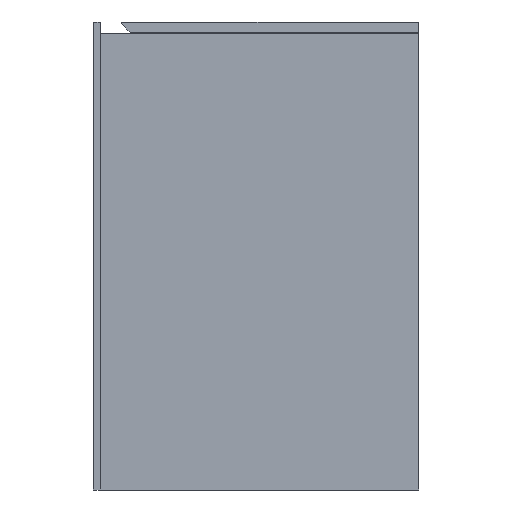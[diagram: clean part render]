
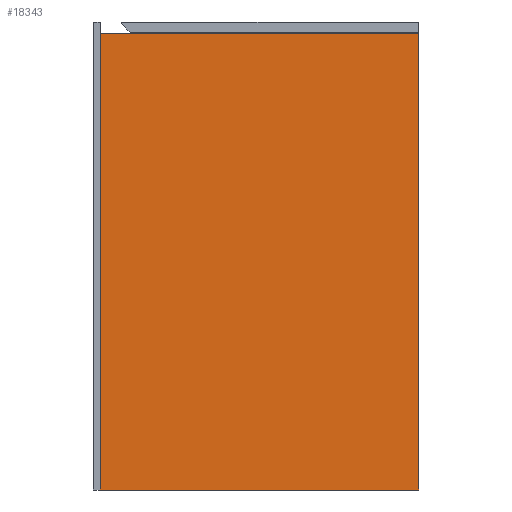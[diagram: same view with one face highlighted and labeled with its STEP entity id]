
A CAD part, left-side view. The second image highlights one B-rep face of the part: STEP entity #18343.
In plain terms, the highlighted planar face has unit normal (-1, 0, 0).
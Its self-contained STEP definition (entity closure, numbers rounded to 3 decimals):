
#984 = CARTESIAN_POINT ( 'NONE',  ( 2., 910.337, -550. ) ) ;
#1757 = VECTOR ( 'NONE', #8055, 1000. ) ;
#3782 = EDGE_CURVE ( 'NONE', #54212, #37243, #28388, .T. ) ;
#5826 = DIRECTION ( 'NONE',  ( 0., 0., 1. ) ) ;
#8055 = DIRECTION ( 'NONE',  ( 0., -1., 0. ) ) ;
#16906 = DIRECTION ( 'NONE',  ( 0., 0., 1. ) ) ;
#18152 = CARTESIAN_POINT ( 'NONE',  ( 2., 0., -14. ) ) ;
#18343 = ADVANCED_FACE ( 'NONE', ( #23545 ), #41657, .F. ) ;
#18664 = EDGE_CURVE ( 'NONE', #37243, #33727, #19388, .T. ) ;
#19100 = DIRECTION ( 'NONE',  ( 1., 0., 0. ) ) ;
#19388 = LINE ( 'NONE', #37494, #43556 ) ;
#23545 = FACE_OUTER_BOUND ( 'NONE', #47950, .T. ) ;
#27164 = VERTEX_POINT ( 'NONE', #31004 ) ;
#28388 = LINE ( 'NONE', #46493, #42824 ) ;
#30613 = LINE ( 'NONE', #48714, #1757 ) ;
#31004 = CARTESIAN_POINT ( 'NONE',  ( 2., 0., -550. ) ) ;
#31038 = VECTOR ( 'NONE', #16906, 1000. ) ;
#33727 = VERTEX_POINT ( 'NONE', #18152 ) ;
#37208 = DIRECTION ( 'NONE',  ( 0., 0., -1. ) ) ;
#37243 = VERTEX_POINT ( 'NONE', #57547 ) ;
#37494 = CARTESIAN_POINT ( 'NONE',  ( 2., 910.337, -14. ) ) ;
#39471 = LINE ( 'NONE', #57550, #31038 ) ;
#39646 = ORIENTED_EDGE ( 'NONE', *, *, #48398, .T. ) ;
#40833 = ORIENTED_EDGE ( 'NONE', *, *, #3782, .F. ) ;
#41657 = PLANE ( 'NONE',  #51138 ) ;
#41948 = CARTESIAN_POINT ( 'NONE',  ( 2., 374., -550. ) ) ;
#42824 = VECTOR ( 'NONE', #5826, 1000. ) ;
#43556 = VECTOR ( 'NONE', #55575, 1000. ) ;
#46493 = CARTESIAN_POINT ( 'NONE',  ( 2., 374., -550. ) ) ;
#47950 = EDGE_LOOP ( 'NONE', ( #40833, #49573, #39646, #53046 ) ) ;
#48398 = EDGE_CURVE ( 'NONE', #27164, #33727, #39471, .T. ) ;
#48714 = CARTESIAN_POINT ( 'NONE',  ( 2., 910.337, -550. ) ) ;
#49573 = ORIENTED_EDGE ( 'NONE', *, *, #56291, .T. ) ;
#51138 = AXIS2_PLACEMENT_3D ( 'NONE', #984, #19100, #37208 ) ;
#53046 = ORIENTED_EDGE ( 'NONE', *, *, #18664, .F. ) ;
#54212 = VERTEX_POINT ( 'NONE', #41948 ) ;
#55575 = DIRECTION ( 'NONE',  ( 0., -1., 0. ) ) ;
#56291 = EDGE_CURVE ( 'NONE', #54212, #27164, #30613, .T. ) ;
#57547 = CARTESIAN_POINT ( 'NONE',  ( 2., 374., -14. ) ) ;
#57550 = CARTESIAN_POINT ( 'NONE',  ( 2., 0., -550. ) ) ;
